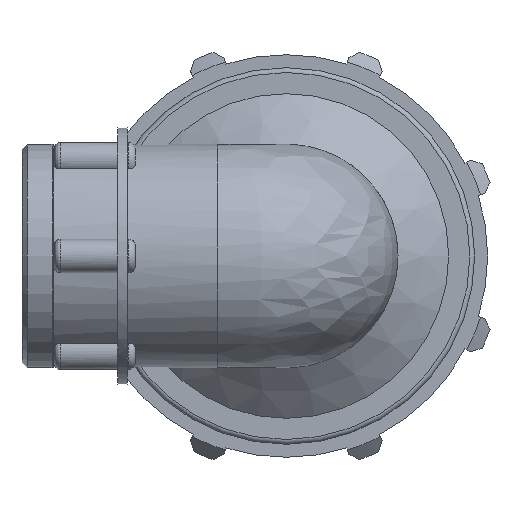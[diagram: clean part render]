
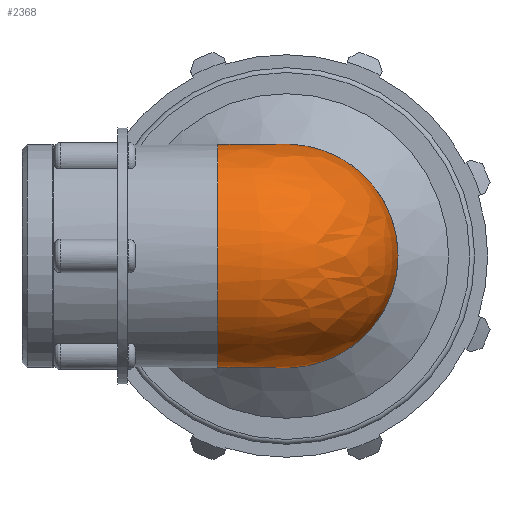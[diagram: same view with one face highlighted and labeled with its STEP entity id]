
A CAD part, left-side view. The second image highlights one B-rep face of the part: STEP entity #2368.
In plain terms, the highlighted free-form (B-spline) face has degree [2, 2] with [7, 3] control points.
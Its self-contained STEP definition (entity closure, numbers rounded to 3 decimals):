
#62=(
BOUNDED_SURFACE()
B_SPLINE_SURFACE(2,2,((#4053,#4054,#4055),(#4056,#4057,#4058),(#4059,#4060,
#4061),(#4062,#4063,#4064),(#4065,#4066,#4067),(#4068,#4069,#4070),(#4071,
#4072,#4073)),.UNSPECIFIED.,.F.,.F.,.F.)
B_SPLINE_SURFACE_WITH_KNOTS((3,2,2,3),(3,3),(-2.234,-0.745,
0.745,2.234),(-3.142,-1.571),
 .UNSPECIFIED.)
GEOMETRIC_REPRESENTATION_ITEM()
RATIONAL_B_SPLINE_SURFACE(((1.,0.707,1.),(0.735,
0.52,0.735),(1.,0.707,1.),(0.735,
0.52,0.735),(1.,0.707,1.),(0.735,
0.52,0.735),(1.,0.707,1.)))
REPRESENTATION_ITEM('')
SURFACE()
);
#494=FACE_OUTER_BOUND('',#635,.T.);
#635=EDGE_LOOP('',(#1749,#1750));
#820=CIRCLE('',#2568,29.149);
#835=CIRCLE('',#2593,29.149);
#1017=VERTEX_POINT('',#3989);
#1018=VERTEX_POINT('',#3991);
#1278=EDGE_CURVE('',#1018,#1017,#820,.T.);
#1294=EDGE_CURVE('',#1018,#1017,#835,.T.);
#1749=ORIENTED_EDGE('',*,*,#1278,.T.);
#1750=ORIENTED_EDGE('',*,*,#1294,.F.);
#2368=ADVANCED_FACE('',(#494),#62,.F.);
#2568=AXIS2_PLACEMENT_3D('',#3992,#2999,#3000);
#2593=AXIS2_PLACEMENT_3D('',#4017,#3049,#3050);
#2999=DIRECTION('center_axis',(0.,-1.,0.));
#3000=DIRECTION('ref_axis',(-1.,0.,0.));
#3049=DIRECTION('center_axis',(1.,0.,0.));
#3050=DIRECTION('ref_axis',(0.,-1.,0.));
#3989=CARTESIAN_POINT('',(17.938,17.938,-22.976));
#3991=CARTESIAN_POINT('',(17.938,17.938,22.976));
#3992=CARTESIAN_POINT('Origin',(0.,17.938,0.));
#4017=CARTESIAN_POINT('Origin',(17.938,0.,0.));
#4053=CARTESIAN_POINT('Ctrl Pts',(17.938,17.938,-22.976));
#4054=CARTESIAN_POINT('Ctrl Pts',(17.938,17.938,-22.976));
#4055=CARTESIAN_POINT('Ctrl Pts',(17.938,17.938,-22.976));
#4056=CARTESIAN_POINT('Ctrl Pts',(-3.234,17.938,-39.506));
#4057=CARTESIAN_POINT('Ctrl Pts',(-3.234,-3.234,-39.506));
#4058=CARTESIAN_POINT('Ctrl Pts',(17.938,-3.234,-39.506));
#4059=CARTESIAN_POINT('Ctrl Pts',(-21.436,17.938,-19.753));
#4060=CARTESIAN_POINT('Ctrl Pts',(-21.436,-21.436,-19.753));
#4061=CARTESIAN_POINT('Ctrl Pts',(17.938,-21.436,-19.753));
#4062=CARTESIAN_POINT('Ctrl Pts',(-39.638,17.938,0.));
#4063=CARTESIAN_POINT('Ctrl Pts',(-39.638,-39.638,0.));
#4064=CARTESIAN_POINT('Ctrl Pts',(17.938,-39.638,0.));
#4065=CARTESIAN_POINT('Ctrl Pts',(-21.436,17.938,19.753));
#4066=CARTESIAN_POINT('Ctrl Pts',(-21.436,-21.436,19.753));
#4067=CARTESIAN_POINT('Ctrl Pts',(17.938,-21.436,19.753));
#4068=CARTESIAN_POINT('Ctrl Pts',(-3.234,17.938,39.506));
#4069=CARTESIAN_POINT('Ctrl Pts',(-3.234,-3.234,39.506));
#4070=CARTESIAN_POINT('Ctrl Pts',(17.938,-3.234,39.506));
#4071=CARTESIAN_POINT('Ctrl Pts',(17.938,17.938,22.976));
#4072=CARTESIAN_POINT('Ctrl Pts',(17.938,17.938,22.976));
#4073=CARTESIAN_POINT('Ctrl Pts',(17.938,17.938,22.976));
